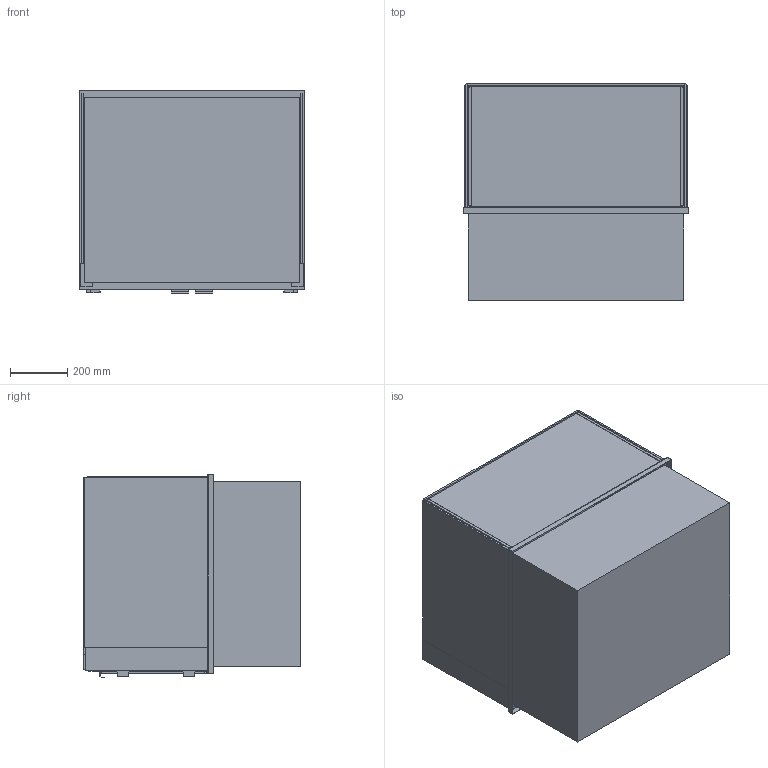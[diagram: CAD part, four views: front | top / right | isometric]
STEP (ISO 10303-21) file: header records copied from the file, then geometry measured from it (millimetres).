
FILE_DESCRIPTION (( 'STEP AP214' ), '1' );
FILE_NAME ('EU522311_Basic E-78-45 Drop-In.STEP', '2022-05-13T07:15:00', ( '' ), ( '' ), 'SwSTEP 2.0', 'SolidWorks 2017', '' );
FILE_SCHEMA (( 'AUTOMOTIVE_DESIGN' ));
Length unit declared in the file: millimetre
Products named in the file (1): EU522311_Basic E-78-45 Drop-In
Bounding box: 785 x 757 x 709 mm (x, y, z)
Volume: 79934938.3 mm3; surface area: 7846779.2 mm2
Topology: 28 solids, 28 shells, 288 faces, 672 edges, 446 vertices
Faces by surface type: plane 250, cylinder 38
Entity records: 8679 total; most frequent: CARTESIAN_POINT 1419, ORIENTED_EDGE 1344, DIRECTION 1322, EDGE_CURVE 672, LINE 592, VECTOR 592, VERTEX_POINT 446, AXIS2_PLACEMENT_3D 365
